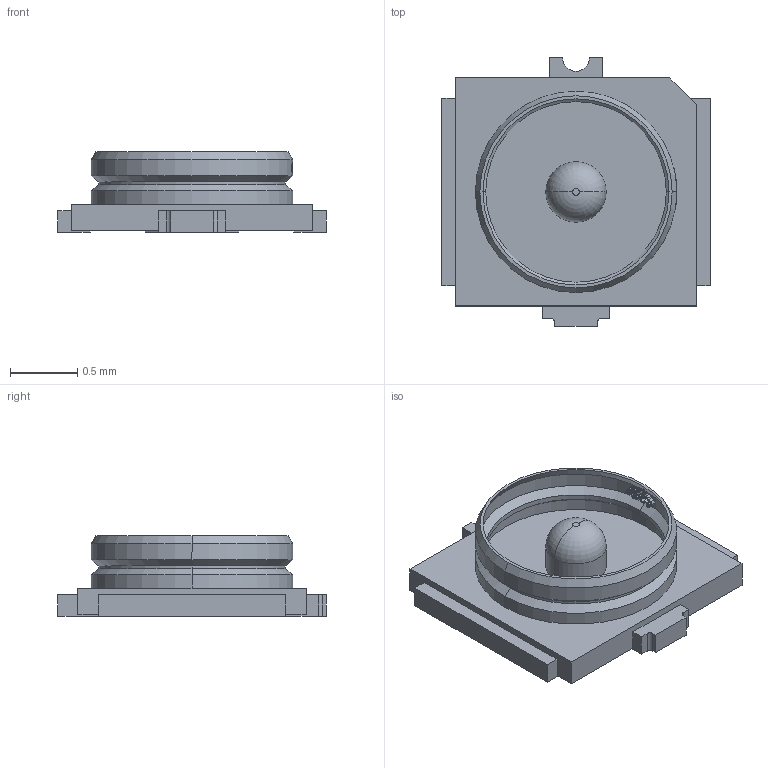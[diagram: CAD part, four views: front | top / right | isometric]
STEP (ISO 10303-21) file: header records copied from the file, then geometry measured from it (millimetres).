
FILE_DESCRIPTION (( 'STEP AP214' ), '1' );
FILE_NAME ('IPEX-SMD_4P-L1.8-W1.7-LS2.0-1.step', '2022-08-04T05:20:15', ( '' ), ( '' ), 'SwSTEP 2.0', 'SolidWorks 2020', '' );
FILE_SCHEMA (( 'AUTOMOTIVE_DESIGN' ));
Length unit declared in the file: millimetre
Products named in the file (1): IPEX-SMD_4P-L1.8-W1.7-LS2.0-1
Bounding box: 2 x 2 x 0.6 mm (x, y, z)
Volume: 0.8 mm3; surface area: 13.2 mm2
Topology: 14 solids, 14 shells, 397 faces, 1052 edges, 694 vertices
Faces by surface type: plane 219, bspline 112, cylinder 52, cone 12, torus 2
Entity records: 18245 total; most frequent: CARTESIAN_POINT 4645, ORIENTED_EDGE 2104, DIRECTION 1467, EDGE_CURVE 1052, VERTEX_POINT 694, VECTOR 625, LINE 625, AXIS2_PLACEMENT_3D 421
